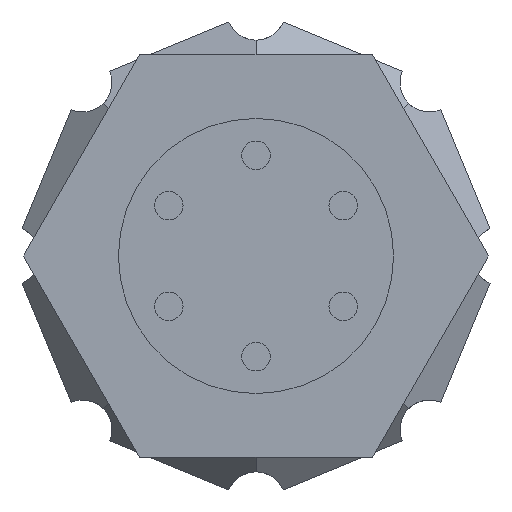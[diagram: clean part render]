
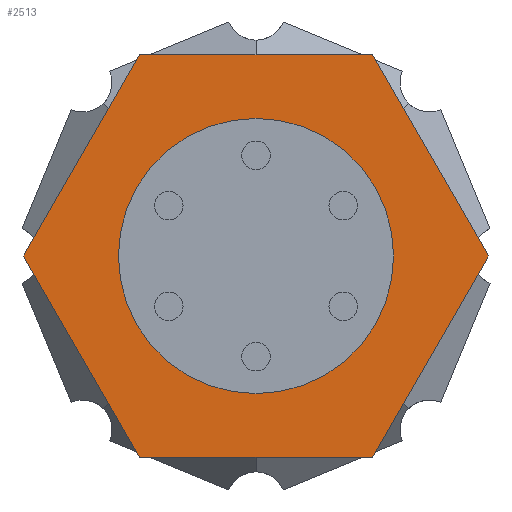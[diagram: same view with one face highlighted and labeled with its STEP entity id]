
A CAD part, front view. The second image highlights one B-rep face of the part: STEP entity #2513.
In plain terms, the highlighted planar face has unit normal (0, -1, 0).
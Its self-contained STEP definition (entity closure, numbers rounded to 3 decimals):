
#59 = ORIENTED_EDGE ( 'NONE', *, *, #3694, .T. ) ;
#215 = LINE ( 'NONE', #3998, #2048 ) ;
#348 = CARTESIAN_POINT ( 'NONE',  ( 0., -12., -8.2 ) ) ;
#361 = VERTEX_POINT ( 'NONE', #457 ) ;
#377 = VERTEX_POINT ( 'NONE', #2645 ) ;
#384 = VERTEX_POINT ( 'NONE', #2054 ) ;
#416 = VERTEX_POINT ( 'NONE', #904 ) ;
#420 = VERTEX_POINT ( 'NONE', #2227 ) ;
#457 = CARTESIAN_POINT ( 'NONE',  ( 13.856, -12., 0. ) ) ;
#495 = LINE ( 'NONE', #870, #3850 ) ;
#598 = VERTEX_POINT ( 'NONE', #348 ) ;
#654 = EDGE_LOOP ( 'NONE', ( #2758, #1308, #1011, #1482, #1926, #59 ) ) ;
#663 = DIRECTION ( 'NONE',  ( 0., -1., 0. ) ) ;
#665 = VERTEX_POINT ( 'NONE', #1877 ) ;
#669 = ORIENTED_EDGE ( 'NONE', *, *, #3421, .F. ) ;
#738 = FACE_OUTER_BOUND ( 'NONE', #654, .T. ) ;
#739 = DIRECTION ( 'NONE',  ( -0.5, 0., -0.866 ) ) ;
#740 = VECTOR ( 'NONE', #2004, 1000. ) ;
#870 = CARTESIAN_POINT ( 'NONE',  ( -6.928, -12., -12. ) ) ;
#904 = CARTESIAN_POINT ( 'NONE',  ( -13.856, -12., 0. ) ) ;
#1011 = ORIENTED_EDGE ( 'NONE', *, *, #3791, .T. ) ;
#1048 = LINE ( 'NONE', #3365, #2905 ) ;
#1058 = VERTEX_POINT ( 'NONE', #1478 ) ;
#1063 = EDGE_LOOP ( 'NONE', ( #1588, #669 ) ) ;
#1283 = DIRECTION ( 'NONE',  ( 1., 0., 0. ) ) ;
#1308 = ORIENTED_EDGE ( 'NONE', *, *, #1603, .T. ) ;
#1367 = DIRECTION ( 'NONE',  ( 0., -1., 0. ) ) ;
#1396 = DIRECTION ( 'NONE',  ( 0.5, 0., 0.866 ) ) ;
#1421 = CARTESIAN_POINT ( 'NONE',  ( 0., -12., 0. ) ) ;
#1434 = DIRECTION ( 'NONE',  ( -1., 0., 0. ) ) ;
#1476 = CARTESIAN_POINT ( 'NONE',  ( 0., -12., 0. ) ) ;
#1478 = CARTESIAN_POINT ( 'NONE',  ( 0., -12., 8.2 ) ) ;
#1482 = ORIENTED_EDGE ( 'NONE', *, *, #3295, .T. ) ;
#1560 = CIRCLE ( 'NONE', #4204, 8.2 ) ;
#1588 = ORIENTED_EDGE ( 'NONE', *, *, #3032, .F. ) ;
#1603 = EDGE_CURVE ( 'NONE', #665, #416, #1048, .T. ) ;
#1801 = VECTOR ( 'NONE', #1434, 1000. ) ;
#1835 = DIRECTION ( 'NONE',  ( 0., 0., -1. ) ) ;
#1877 = CARTESIAN_POINT ( 'NONE',  ( -6.928, -12., 12. ) ) ;
#1926 = ORIENTED_EDGE ( 'NONE', *, *, #2924, .T. ) ;
#2004 = DIRECTION ( 'NONE',  ( 0.5, 0., -0.866 ) ) ;
#2048 = VECTOR ( 'NONE', #4019, 1000. ) ;
#2054 = CARTESIAN_POINT ( 'NONE',  ( -6.928, -12., -12. ) ) ;
#2070 = EDGE_CURVE ( 'NONE', #420, #665, #4163, .T. ) ;
#2227 = CARTESIAN_POINT ( 'NONE',  ( 6.928, -12., 12. ) ) ;
#2259 = AXIS2_PLACEMENT_3D ( 'NONE', #3252, #1367, #3547 ) ;
#2513 = ADVANCED_FACE ( 'NONE', ( #3351, #738 ), #2699, .T. ) ;
#2645 = CARTESIAN_POINT ( 'NONE',  ( 6.928, -12., -12. ) ) ;
#2691 = VECTOR ( 'NONE', #1396, 1000. ) ;
#2699 = PLANE ( 'NONE',  #4050 ) ;
#2758 = ORIENTED_EDGE ( 'NONE', *, *, #2070, .T. ) ;
#2905 = VECTOR ( 'NONE', #739, 1000. ) ;
#2924 = EDGE_CURVE ( 'NONE', #377, #361, #4156, .T. ) ;
#2991 = CARTESIAN_POINT ( 'NONE',  ( 6.928, -12., -12. ) ) ;
#3014 = DIRECTION ( 'NONE',  ( 0., 0., -1. ) ) ;
#3032 = EDGE_CURVE ( 'NONE', #598, #1058, #1560, .T. ) ;
#3252 = CARTESIAN_POINT ( 'NONE',  ( 0., -12., 0. ) ) ;
#3295 = EDGE_CURVE ( 'NONE', #384, #377, #495, .T. ) ;
#3351 = FACE_BOUND ( 'NONE', #1063, .T. ) ;
#3365 = CARTESIAN_POINT ( 'NONE',  ( -6.928, -12., 12. ) ) ;
#3421 = EDGE_CURVE ( 'NONE', #1058, #598, #3869, .T. ) ;
#3547 = DIRECTION ( 'NONE',  ( 0., 0., -1. ) ) ;
#3634 = DIRECTION ( 'NONE',  ( 0., -1., 0. ) ) ;
#3694 = EDGE_CURVE ( 'NONE', #361, #420, #215, .T. ) ;
#3791 = EDGE_CURVE ( 'NONE', #416, #384, #4120, .T. ) ;
#3792 = CARTESIAN_POINT ( 'NONE',  ( -13.856, -12., 0. ) ) ;
#3850 = VECTOR ( 'NONE', #1283, 1000. ) ;
#3869 = CIRCLE ( 'NONE', #2259, 8.2 ) ;
#3998 = CARTESIAN_POINT ( 'NONE',  ( 13.856, -12., 0. ) ) ;
#4019 = DIRECTION ( 'NONE',  ( -0.5, 0., 0.866 ) ) ;
#4050 = AXIS2_PLACEMENT_3D ( 'NONE', #1421, #663, #3014 ) ;
#4120 = LINE ( 'NONE', #3792, #740 ) ;
#4152 = CARTESIAN_POINT ( 'NONE',  ( 6.928, -12., 12. ) ) ;
#4156 = LINE ( 'NONE', #2991, #2691 ) ;
#4163 = LINE ( 'NONE', #4152, #1801 ) ;
#4204 = AXIS2_PLACEMENT_3D ( 'NONE', #1476, #3634, #1835 ) ;
